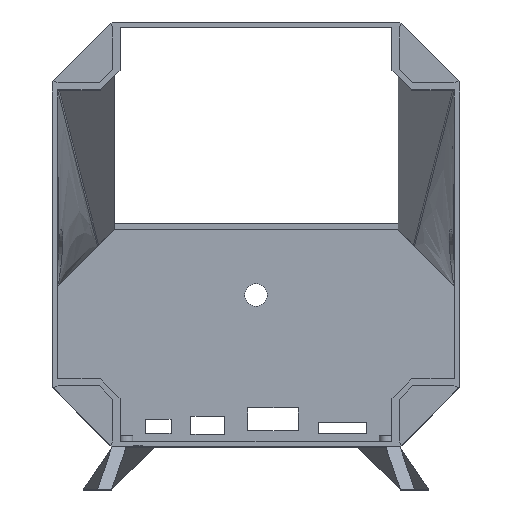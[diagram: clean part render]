
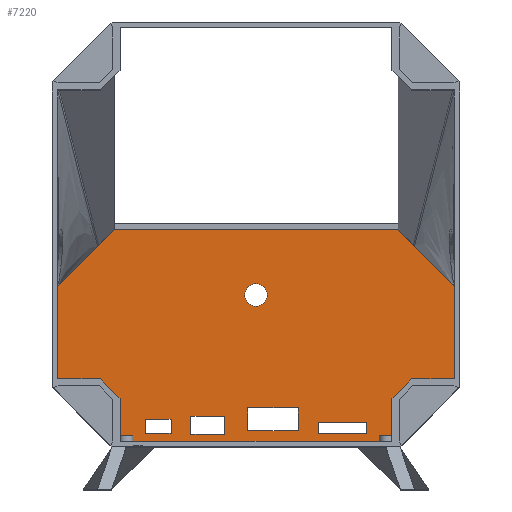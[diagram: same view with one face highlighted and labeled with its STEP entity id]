
A CAD part, top view. The second image highlights one B-rep face of the part: STEP entity #7220.
In plain terms, the highlighted planar face has unit normal (0, 0, 1).
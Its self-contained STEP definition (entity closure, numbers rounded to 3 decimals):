
#119=FACE_BOUND('',#3012,.T.);
#120=FACE_BOUND('',#3013,.T.);
#121=FACE_BOUND('',#3014,.T.);
#122=FACE_BOUND('',#3015,.T.);
#123=FACE_BOUND('',#3016,.T.);
#364=PLANE('',#7646);
#1125=LINE('',#11958,#2039);
#1128=LINE('',#11963,#2042);
#1130=LINE('',#11968,#2044);
#1133=LINE('',#11973,#2047);
#1134=LINE('',#11977,#2048);
#1135=LINE('',#11979,#2049);
#1136=LINE('',#11981,#2050);
#1137=LINE('',#11983,#2051);
#1138=LINE('',#11985,#2052);
#1139=LINE('',#11987,#2053);
#1140=LINE('',#11989,#2054);
#1141=LINE('',#11990,#2055);
#1142=LINE('',#11992,#2056);
#1143=LINE('',#11993,#2057);
#1144=LINE('',#11996,#2058);
#1145=LINE('',#11998,#2059);
#1146=LINE('',#12000,#2060);
#1147=LINE('',#12001,#2061);
#1148=LINE('',#12003,#2062);
#1149=LINE('',#12004,#2063);
#1150=LINE('',#12007,#2064);
#1151=LINE('',#12009,#2065);
#1152=LINE('',#12011,#2066);
#1153=LINE('',#12012,#2067);
#2039=VECTOR('',#8960,10.);
#2042=VECTOR('',#8965,10.);
#2044=VECTOR('',#8969,10.);
#2047=VECTOR('',#8974,10.);
#2048=VECTOR('',#8977,10.);
#2049=VECTOR('',#8978,10.);
#2050=VECTOR('',#8979,10.);
#2051=VECTOR('',#8980,10.);
#2052=VECTOR('',#8981,10.);
#2053=VECTOR('',#8982,10.);
#2054=VECTOR('',#8983,10.);
#2055=VECTOR('',#8984,10.);
#2056=VECTOR('',#8985,10.);
#2057=VECTOR('',#8986,10.);
#2058=VECTOR('',#8987,10.);
#2059=VECTOR('',#8988,10.);
#2060=VECTOR('',#8989,10.);
#2061=VECTOR('',#8990,10.);
#2062=VECTOR('',#8991,10.);
#2063=VECTOR('',#8992,10.);
#2064=VECTOR('',#8993,10.);
#2065=VECTOR('',#8994,10.);
#2066=VECTOR('',#8995,10.);
#2067=VECTOR('',#8996,10.);
#2586=FACE_OUTER_BOUND('',#3011,.T.);
#3011=EDGE_LOOP('',(#6142,#6143,#6144,#6145,#6146,#6147,#6148,#6149));
#3012=EDGE_LOOP('',(#6150));
#3013=EDGE_LOOP('',(#6151,#6152,#6153,#6154));
#3014=EDGE_LOOP('',(#6155,#6156,#6157,#6158));
#3015=EDGE_LOOP('',(#6159,#6160,#6161,#6162));
#3016=EDGE_LOOP('',(#6163,#6164,#6165,#6166));
#3225=CIRCLE('',#7641,4.);
#3729=VERTEX_POINT('',#11951);
#3730=VERTEX_POINT('',#11955);
#3731=VERTEX_POINT('',#11957);
#3732=VERTEX_POINT('',#11961);
#3733=VERTEX_POINT('',#11965);
#3734=VERTEX_POINT('',#11967);
#3735=VERTEX_POINT('',#11971);
#3736=VERTEX_POINT('',#11975);
#3737=VERTEX_POINT('',#11976);
#3738=VERTEX_POINT('',#11978);
#3739=VERTEX_POINT('',#11980);
#3740=VERTEX_POINT('',#11982);
#3741=VERTEX_POINT('',#11984);
#3742=VERTEX_POINT('',#11986);
#3743=VERTEX_POINT('',#11988);
#3744=VERTEX_POINT('',#11991);
#3745=VERTEX_POINT('',#11994);
#3746=VERTEX_POINT('',#11995);
#3747=VERTEX_POINT('',#11997);
#3748=VERTEX_POINT('',#11999);
#3749=VERTEX_POINT('',#12002);
#3750=VERTEX_POINT('',#12005);
#3751=VERTEX_POINT('',#12006);
#3752=VERTEX_POINT('',#12008);
#3753=VERTEX_POINT('',#12010);
#4592=EDGE_CURVE('',#3729,#3729,#3225,.T.);
#4594=EDGE_CURVE('',#3731,#3730,#1125,.T.);
#4597=EDGE_CURVE('',#3730,#3732,#1128,.T.);
#4599=EDGE_CURVE('',#3734,#3733,#1130,.T.);
#4602=EDGE_CURVE('',#3733,#3735,#1133,.T.);
#4603=EDGE_CURVE('',#3736,#3737,#1134,.T.);
#4604=EDGE_CURVE('',#3737,#3738,#1135,.T.);
#4605=EDGE_CURVE('',#3738,#3739,#1136,.T.);
#4606=EDGE_CURVE('',#3739,#3740,#1137,.T.);
#4607=EDGE_CURVE('',#3740,#3741,#1138,.T.);
#4608=EDGE_CURVE('',#3741,#3742,#1139,.T.);
#4609=EDGE_CURVE('',#3742,#3743,#1140,.T.);
#4610=EDGE_CURVE('',#3743,#3736,#1141,.T.);
#4611=EDGE_CURVE('',#3732,#3744,#1142,.T.);
#4612=EDGE_CURVE('',#3744,#3731,#1143,.T.);
#4613=EDGE_CURVE('',#3745,#3746,#1144,.T.);
#4614=EDGE_CURVE('',#3746,#3747,#1145,.T.);
#4615=EDGE_CURVE('',#3747,#3748,#1146,.T.);
#4616=EDGE_CURVE('',#3748,#3745,#1147,.T.);
#4617=EDGE_CURVE('',#3735,#3749,#1148,.T.);
#4618=EDGE_CURVE('',#3749,#3734,#1149,.T.);
#4619=EDGE_CURVE('',#3750,#3751,#1150,.T.);
#4620=EDGE_CURVE('',#3751,#3752,#1151,.T.);
#4621=EDGE_CURVE('',#3752,#3753,#1152,.T.);
#4622=EDGE_CURVE('',#3753,#3750,#1153,.T.);
#6142=ORIENTED_EDGE('',*,*,#4603,.T.);
#6143=ORIENTED_EDGE('',*,*,#4604,.T.);
#6144=ORIENTED_EDGE('',*,*,#4605,.T.);
#6145=ORIENTED_EDGE('',*,*,#4606,.T.);
#6146=ORIENTED_EDGE('',*,*,#4607,.T.);
#6147=ORIENTED_EDGE('',*,*,#4608,.T.);
#6148=ORIENTED_EDGE('',*,*,#4609,.T.);
#6149=ORIENTED_EDGE('',*,*,#4610,.T.);
#6150=ORIENTED_EDGE('',*,*,#4592,.T.);
#6151=ORIENTED_EDGE('',*,*,#4597,.T.);
#6152=ORIENTED_EDGE('',*,*,#4611,.T.);
#6153=ORIENTED_EDGE('',*,*,#4612,.T.);
#6154=ORIENTED_EDGE('',*,*,#4594,.T.);
#6155=ORIENTED_EDGE('',*,*,#4613,.T.);
#6156=ORIENTED_EDGE('',*,*,#4614,.T.);
#6157=ORIENTED_EDGE('',*,*,#4615,.T.);
#6158=ORIENTED_EDGE('',*,*,#4616,.T.);
#6159=ORIENTED_EDGE('',*,*,#4602,.T.);
#6160=ORIENTED_EDGE('',*,*,#4617,.T.);
#6161=ORIENTED_EDGE('',*,*,#4618,.T.);
#6162=ORIENTED_EDGE('',*,*,#4599,.T.);
#6163=ORIENTED_EDGE('',*,*,#4619,.T.);
#6164=ORIENTED_EDGE('',*,*,#4620,.T.);
#6165=ORIENTED_EDGE('',*,*,#4621,.T.);
#6166=ORIENTED_EDGE('',*,*,#4622,.T.);
#7220=ADVANCED_FACE('',(#2586,#119,#120,#121,#122,#123),#364,.T.);
#7641=AXIS2_PLACEMENT_3D('',#11953,#8955,#8956);
#7646=AXIS2_PLACEMENT_3D('',#11974,#8975,#8976);
#8955=DIRECTION('center_axis',(0.,0.,-1.));
#8956=DIRECTION('ref_axis',(1.,0.,0.));
#8960=DIRECTION('',(-1.,0.,0.));
#8965=DIRECTION('',(0.,1.,0.));
#8969=DIRECTION('',(-1.,0.,0.));
#8974=DIRECTION('',(0.,1.,0.));
#8975=DIRECTION('center_axis',(0.,0.,1.));
#8976=DIRECTION('ref_axis',(1.,0.,0.));
#8977=DIRECTION('',(0.,-1.,0.));
#8978=DIRECTION('',(0.707,-0.707,0.));
#8979=DIRECTION('',(1.,0.,0.));
#8980=DIRECTION('',(0.707,0.707,0.));
#8981=DIRECTION('',(0.,1.,0.));
#8982=DIRECTION('',(-0.707,0.707,0.));
#8983=DIRECTION('',(-1.,0.,0.));
#8984=DIRECTION('',(-0.707,-0.707,0.));
#8985=DIRECTION('',(1.,0.,0.));
#8986=DIRECTION('',(0.,-1.,0.));
#8987=DIRECTION('',(1.,0.,0.));
#8988=DIRECTION('',(0.,-1.,0.));
#8989=DIRECTION('',(-1.,0.,0.));
#8990=DIRECTION('',(0.,1.,0.));
#8991=DIRECTION('',(1.,0.,0.));
#8992=DIRECTION('',(0.,-1.,0.));
#8993=DIRECTION('',(1.,0.,0.));
#8994=DIRECTION('',(0.,-1.,0.));
#8995=DIRECTION('',(-1.,0.,0.));
#8996=DIRECTION('',(0.,1.,0.));
#11951=CARTESIAN_POINT('',(-4.,-25.156,-129.));
#11953=CARTESIAN_POINT('Origin',(0.,-25.156,-129.));
#11955=CARTESIAN_POINT('',(-3.,-73.,-129.));
#11957=CARTESIAN_POINT('',(15.,-73.,-129.));
#11958=CARTESIAN_POINT('',(-3.,-73.,-129.));
#11961=CARTESIAN_POINT('',(-3.,-65.,-129.));
#11963=CARTESIAN_POINT('',(-3.,-76.,-129.));
#11965=CARTESIAN_POINT('',(22.,-74.,-129.));
#11967=CARTESIAN_POINT('',(39.,-74.,-129.));
#11968=CARTESIAN_POINT('',(39.,-74.,-129.));
#11971=CARTESIAN_POINT('',(22.,-70.,-129.));
#11973=CARTESIAN_POINT('',(22.,-66.,-129.));
#11974=CARTESIAN_POINT('Origin',(0.,-39.5,-129.));
#11975=CARTESIAN_POINT('',(-70.,-22.,-129.));
#11976=CARTESIAN_POINT('',(-70.,-57.,-129.));
#11977=CARTESIAN_POINT('',(-70.,-48.25,-129.));
#11978=CARTESIAN_POINT('',(-50.,-77.,-129.));
#11979=CARTESIAN_POINT('',(-46.875,-80.125,-129.));
#11980=CARTESIAN_POINT('',(50.,-77.,-129.));
#11981=CARTESIAN_POINT('',(25.,-77.,-129.));
#11982=CARTESIAN_POINT('',(70.,-57.,-129.));
#11983=CARTESIAN_POINT('',(56.875,-70.125,-129.));
#11984=CARTESIAN_POINT('',(70.,-22.,-129.));
#11985=CARTESIAN_POINT('',(70.,-30.75,-129.));
#11986=CARTESIAN_POINT('',(50.,-2.,-129.));
#11987=CARTESIAN_POINT('',(46.875,1.125,-129.));
#11988=CARTESIAN_POINT('',(-50.,-2.,-129.));
#11989=CARTESIAN_POINT('',(-25.,-2.,-129.));
#11990=CARTESIAN_POINT('',(-56.875,-8.875,-129.));
#11991=CARTESIAN_POINT('',(15.,-65.,-129.));
#11992=CARTESIAN_POINT('',(7.5,-65.,-129.));
#11993=CARTESIAN_POINT('',(15.,-76.,-129.));
#11994=CARTESIAN_POINT('',(-23.,-68.,-129.));
#11995=CARTESIAN_POINT('',(-11.,-68.,-129.));
#11996=CARTESIAN_POINT('',(-23.,-68.,-129.));
#11997=CARTESIAN_POINT('',(-11.,-74.383,-129.));
#11998=CARTESIAN_POINT('',(-11.,-66.,-129.));
#11999=CARTESIAN_POINT('',(-23.,-74.383,-129.));
#12000=CARTESIAN_POINT('',(-23.,-74.383,-129.));
#12001=CARTESIAN_POINT('',(-23.,-76.,-129.));
#12002=CARTESIAN_POINT('',(39.,-70.,-129.));
#12003=CARTESIAN_POINT('',(39.,-70.,-129.));
#12004=CARTESIAN_POINT('',(39.,-57.75,-129.));
#12005=CARTESIAN_POINT('',(-39.,-69.,-129.));
#12006=CARTESIAN_POINT('',(-30.,-69.,-129.));
#12007=CARTESIAN_POINT('',(-39.,-69.,-129.));
#12008=CARTESIAN_POINT('',(-30.,-74.,-129.));
#12009=CARTESIAN_POINT('',(-30.,-66.,-129.));
#12010=CARTESIAN_POINT('',(-39.,-74.,-129.));
#12011=CARTESIAN_POINT('',(-39.,-74.,-129.));
#12012=CARTESIAN_POINT('',(-39.,-52.75,-129.));
